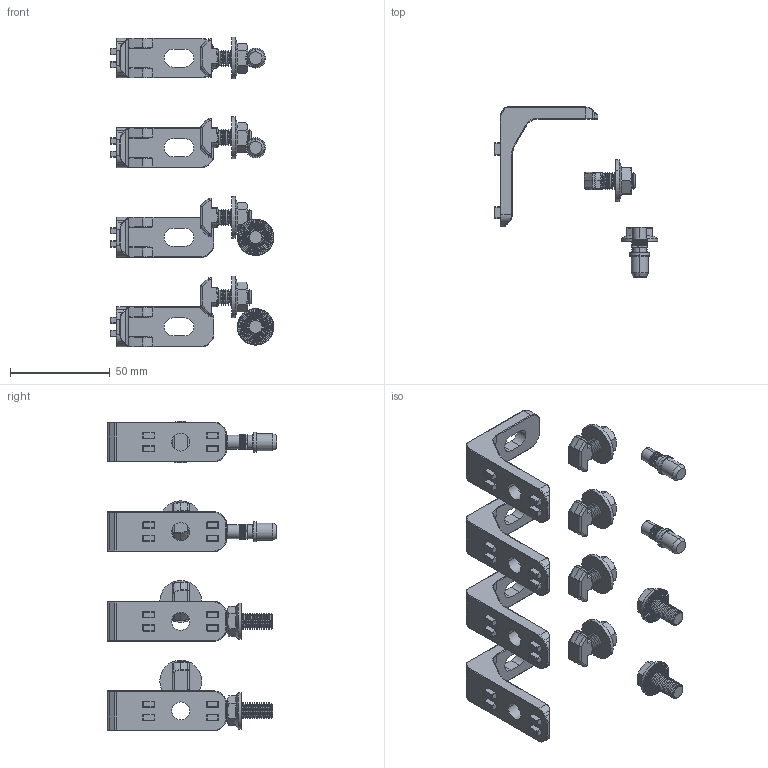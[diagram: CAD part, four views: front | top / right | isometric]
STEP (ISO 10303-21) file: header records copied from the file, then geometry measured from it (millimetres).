
FILE_DESCRIPTION(('STEP AP214'),'1');
FILE_NAME('fath_093wl201n10s01.stp','2017-09-06T16:06:17',('TraceParts'),('TraceParts S.A.'),'Spatial InterOp 3D',' ',' ');
FILE_SCHEMA(('automotive_design'));
Length unit declared in the file: millimetre
Products named in the file (16): fath_093wl201n10s01_1; fath_093wl201n10s01_2; fath_093wl201n10s01_3; fath_093wl201n10s01_4; fath_093wl201n10s01_5; fath_093wl201n10s01_6; fath_093wl201n10s01_7; fath_093wl201n10s01_8; fath_093wl201n10s01_9; fath_093wl201n10s01_10; fath_093wl201n10s01_11; fath_093wl201n10s01_12; fath_093wl201n10s01_13; fath_093wl201n10s01_14; fath_093wl201n10s01_15; fath_093wl201n10s01_16
Bounding box: 82.1 x 85.32 x 155.5 mm (x, y, z)
Volume: 64878.5 mm3; surface area: 37615.6 mm2
Topology: 16 solids, 16 shells, 2768 faces, 6916 edges, 4078 vertices
Faces by surface type: plane 1074, cylinder 914, cone 428, bspline 144, torus 128, sphere 80
Entity records: 112094 total; most frequent: CARTESIAN_POINT 26396, ORIENTED_EDGE 13576, DIRECTION 13194, EDGE_CURVE 6788, AXIS2_PLACEMENT_3D 4940, VERTEX_POINT 4078, LINE 3314, VECTOR 3314
